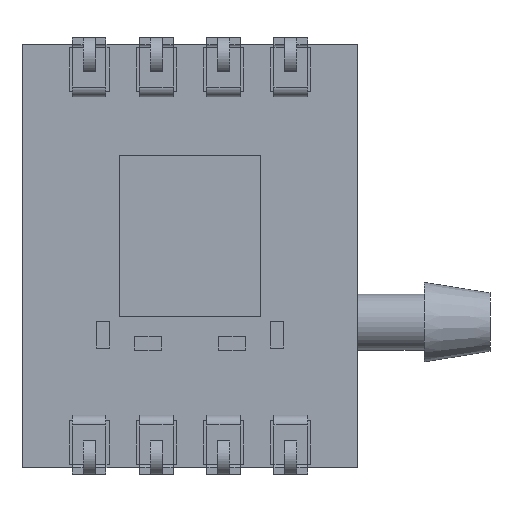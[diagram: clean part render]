
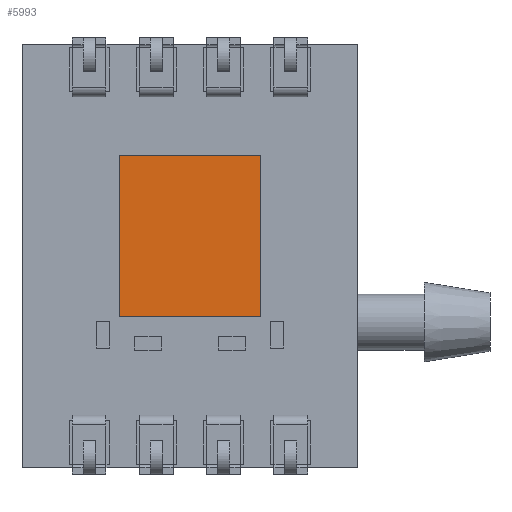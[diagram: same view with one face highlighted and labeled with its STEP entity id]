
A CAD part, front view. The second image highlights one B-rep face of the part: STEP entity #5993.
In plain terms, the highlighted planar face has unit normal (0, -1, 0).
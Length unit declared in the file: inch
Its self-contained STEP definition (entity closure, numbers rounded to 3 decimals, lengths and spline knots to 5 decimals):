
#900 = VECTOR ( 'NONE', #6972, 39.37008 ) ;
#905 = LINE ( 'NONE', #6987, #900 ) ;
#910 = VECTOR ( 'NONE', #10416, 39.37008 ) ;
#916 = VECTOR ( 'NONE', #10426, 39.37008 ) ;
#917 = LINE ( 'NONE', #10421, #910 ) ;
#923 = LINE ( 'NONE', #10429, #916 ) ;
#926 = VECTOR ( 'NONE', #10440, 39.37008 ) ;
#943 = LINE ( 'NONE', #10448, #926 ) ;
#3217 = FACE_OUTER_BOUND ( 'NONE', #4065, .T. ) ;
#4065 = EDGE_LOOP ( 'NONE', ( #10764, #10761, #10759, #10756 ) ) ;
#5890 = EDGE_CURVE ( 'NONE', #8315, #8314, #943, .T. ) ;
#5895 = EDGE_CURVE ( 'NONE', #8316, #8317, #923, .T. ) ;
#5898 = EDGE_CURVE ( 'NONE', #8314, #8316, #917, .T. ) ;
#5903 = EDGE_CURVE ( 'NONE', #8317, #8315, #905, .T. ) ;
#5993 = ADVANCED_FACE ( 'NONE', ( #3217 ), #6781, .T. ) ;
#6773 = DIRECTION ( 'NONE',  ( 0., 0., -1. ) ) ;
#6774 = DIRECTION ( 'NONE',  ( 0., -1., 0. ) ) ;
#6781 = PLANE ( 'NONE',  #13131 ) ;
#6787 = CARTESIAN_POINT ( 'NONE',  ( -0.105, -0.09173, 0.15 ) ) ;
#6972 = DIRECTION ( 'NONE',  ( -1., 0., 0. ) ) ;
#6987 = CARTESIAN_POINT ( 'NONE',  ( 0.105, -0.09173, 0.15 ) ) ;
#8314 = VERTEX_POINT ( 'NONE', #14584 ) ;
#8315 = VERTEX_POINT ( 'NONE', #14585 ) ;
#8316 = VERTEX_POINT ( 'NONE', #14586 ) ;
#8317 = VERTEX_POINT ( 'NONE', #14587 ) ;
#10416 = DIRECTION ( 'NONE',  ( 1., 0., 0. ) ) ;
#10421 = CARTESIAN_POINT ( 'NONE',  ( 0.105, -0.09173, -0.09 ) ) ;
#10426 = DIRECTION ( 'NONE',  ( 0., 0., 1. ) ) ;
#10429 = CARTESIAN_POINT ( 'NONE',  ( 0.105, -0.09173, -0.09 ) ) ;
#10440 = DIRECTION ( 'NONE',  ( 0., 0., -1. ) ) ;
#10448 = CARTESIAN_POINT ( 'NONE',  ( -0.105, -0.09173, -0.09 ) ) ;
#10756 = ORIENTED_EDGE ( 'NONE', *, *, #5903, .T. ) ;
#10759 = ORIENTED_EDGE ( 'NONE', *, *, #5895, .T. ) ;
#10761 = ORIENTED_EDGE ( 'NONE', *, *, #5898, .T. ) ;
#10764 = ORIENTED_EDGE ( 'NONE', *, *, #5890, .T. ) ;
#13131 = AXIS2_PLACEMENT_3D ( 'NONE', #6787, #6774, #6773 ) ;
#14584 = CARTESIAN_POINT ( 'NONE',  ( -0.105, -0.09173, -0.09 ) ) ;
#14585 = CARTESIAN_POINT ( 'NONE',  ( -0.105, -0.09173, 0.15 ) ) ;
#14586 = CARTESIAN_POINT ( 'NONE',  ( 0.105, -0.09173, -0.09 ) ) ;
#14587 = CARTESIAN_POINT ( 'NONE',  ( 0.105, -0.09173, 0.15 ) ) ;
